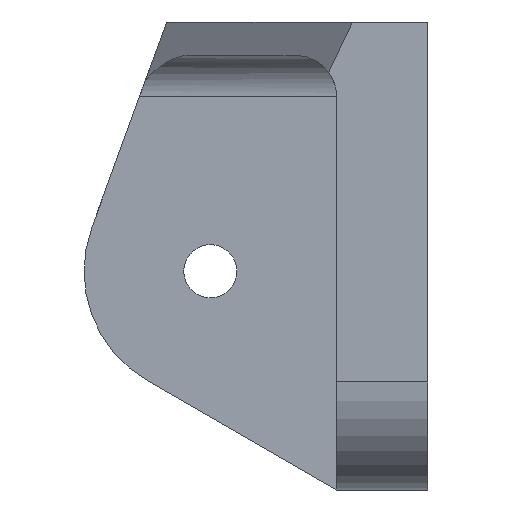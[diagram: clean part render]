
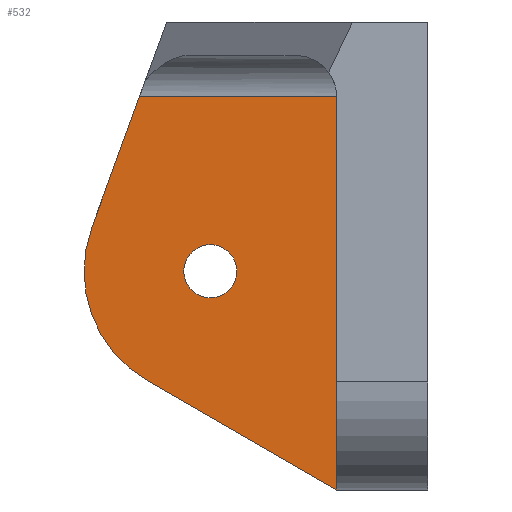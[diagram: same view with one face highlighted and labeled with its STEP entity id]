
A CAD part, front view. The second image highlights one B-rep face of the part: STEP entity #532.
In plain terms, the highlighted planar face has unit normal (0, -1, 0).
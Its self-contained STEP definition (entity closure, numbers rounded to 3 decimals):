
#61 = FACE_BOUND ( 'NONE', #2254, .T. ) ;
#113 = VECTOR ( 'NONE', #1363, 1000. ) ;
#119 = VERTEX_POINT ( 'NONE', #1066 ) ;
#133 = EDGE_LOOP ( 'NONE', ( #2349, #2684, #344, #1389, #2624 ) ) ;
#258 = DIRECTION ( 'NONE',  ( 0., 0., -1. ) ) ;
#266 = CARTESIAN_POINT ( 'NONE',  ( 96., -13.9, 31.5 ) ) ;
#336 = VERTEX_POINT ( 'NONE', #463 ) ;
#342 = VECTOR ( 'NONE', #1918, 1000. ) ;
#344 = ORIENTED_EDGE ( 'NONE', *, *, #1725, .T. ) ;
#431 = AXIS2_PLACEMENT_3D ( 'NONE', #2680, #1367, #926 ) ;
#463 = CARTESIAN_POINT ( 'NONE',  ( 96., -13.9, 22.6 ) ) ;
#465 = LINE ( 'NONE', #656, #896 ) ;
#532 = ADVANCED_FACE ( 'NONE', ( #2297, #61 ), #1365, .T. ) ;
#562 = CARTESIAN_POINT ( 'NONE',  ( 91.734, -13.9, 31.5 ) ) ;
#568 = LINE ( 'NONE', #266, #2155 ) ;
#656 = CARTESIAN_POINT ( 'NONE',  ( 88.858, -13.9, 23.599 ) ) ;
#662 = VERTEX_POINT ( 'NONE', #2070 ) ;
#692 = CARTESIAN_POINT ( 'NONE',  ( 103.6, -13.9, 7.836 ) ) ;
#756 = EDGE_CURVE ( 'NONE', #867, #336, #1664, .T. ) ;
#769 = AXIS2_PLACEMENT_3D ( 'NONE', #2227, #2454, #2194 ) ;
#818 = DIRECTION ( 'NONE',  ( 0., -1., 0. ) ) ;
#867 = VERTEX_POINT ( 'NONE', #2577 ) ;
#896 = VECTOR ( 'NONE', #1987, 1000. ) ;
#926 = DIRECTION ( 'NONE',  ( 0., 0., -1. ) ) ;
#1066 = CARTESIAN_POINT ( 'NONE',  ( 88.858, -13.9, 23.599 ) ) ;
#1069 = CARTESIAN_POINT ( 'NONE',  ( 96., -13.9, 21. ) ) ;
#1180 = ORIENTED_EDGE ( 'NONE', *, *, #756, .F. ) ;
#1226 = EDGE_CURVE ( 'NONE', #119, #2072, #2602, .T. ) ;
#1279 = VERTEX_POINT ( 'NONE', #1968 ) ;
#1363 = DIRECTION ( 'NONE',  ( 0.866, 0., -0.5 ) ) ;
#1365 = PLANE ( 'NONE',  #2483 ) ;
#1367 = DIRECTION ( 'NONE',  ( 0., -1., 0. ) ) ;
#1389 = ORIENTED_EDGE ( 'NONE', *, *, #1226, .T. ) ;
#1575 = DIRECTION ( 'NONE',  ( -1., 0., 0. ) ) ;
#1664 = CIRCLE ( 'NONE', #2190, 1.6 ) ;
#1672 = EDGE_CURVE ( 'NONE', #1279, #2496, #568, .T. ) ;
#1725 = EDGE_CURVE ( 'NONE', #2496, #119, #465, .T. ) ;
#1841 = ORIENTED_EDGE ( 'NONE', *, *, #2704, .F. ) ;
#1918 = DIRECTION ( 'NONE',  ( 0., 0., 1. ) ) ;
#1968 = CARTESIAN_POINT ( 'NONE',  ( 103.6, -13.9, 31.5 ) ) ;
#1987 = DIRECTION ( 'NONE',  ( -0.342, 0., -0.94 ) ) ;
#2010 = DIRECTION ( 'NONE',  ( 0., -1., 0. ) ) ;
#2070 = CARTESIAN_POINT ( 'NONE',  ( 103.6, -13.9, 7.836 ) ) ;
#2072 = VERTEX_POINT ( 'NONE', #2636 ) ;
#2119 = DIRECTION ( 'NONE',  ( 0., 0., -1. ) ) ;
#2137 = CIRCLE ( 'NONE', #431, 1.6 ) ;
#2155 = VECTOR ( 'NONE', #1575, 1000. ) ;
#2161 = EDGE_CURVE ( 'NONE', #2072, #662, #2262, .T. ) ;
#2190 = AXIS2_PLACEMENT_3D ( 'NONE', #1069, #818, #2119 ) ;
#2194 = DIRECTION ( 'NONE',  ( 0., 0., -1. ) ) ;
#2227 = CARTESIAN_POINT ( 'NONE',  ( 96., -13.9, 21. ) ) ;
#2246 = CARTESIAN_POINT ( 'NONE',  ( 96., -13.9, 21. ) ) ;
#2254 = EDGE_LOOP ( 'NONE', ( #1841, #1180 ) ) ;
#2262 = LINE ( 'NONE', #692, #113 ) ;
#2297 = FACE_OUTER_BOUND ( 'NONE', #133, .T. ) ;
#2349 = ORIENTED_EDGE ( 'NONE', *, *, #2531, .T. ) ;
#2454 = DIRECTION ( 'NONE',  ( 0., -1., 0. ) ) ;
#2483 = AXIS2_PLACEMENT_3D ( 'NONE', #2246, #2010, #258 ) ;
#2496 = VERTEX_POINT ( 'NONE', #562 ) ;
#2525 = LINE ( 'NONE', #2588, #342 ) ;
#2531 = EDGE_CURVE ( 'NONE', #662, #1279, #2525, .T. ) ;
#2577 = CARTESIAN_POINT ( 'NONE',  ( 96., -13.9, 19.4 ) ) ;
#2588 = CARTESIAN_POINT ( 'NONE',  ( 103.6, -13.9, 34. ) ) ;
#2602 = CIRCLE ( 'NONE', #769, 7.6 ) ;
#2624 = ORIENTED_EDGE ( 'NONE', *, *, #2161, .T. ) ;
#2636 = CARTESIAN_POINT ( 'NONE',  ( 92.2, -13.9, 14.418 ) ) ;
#2680 = CARTESIAN_POINT ( 'NONE',  ( 96., -13.9, 21. ) ) ;
#2684 = ORIENTED_EDGE ( 'NONE', *, *, #1672, .T. ) ;
#2704 = EDGE_CURVE ( 'NONE', #336, #867, #2137, .T. ) ;
